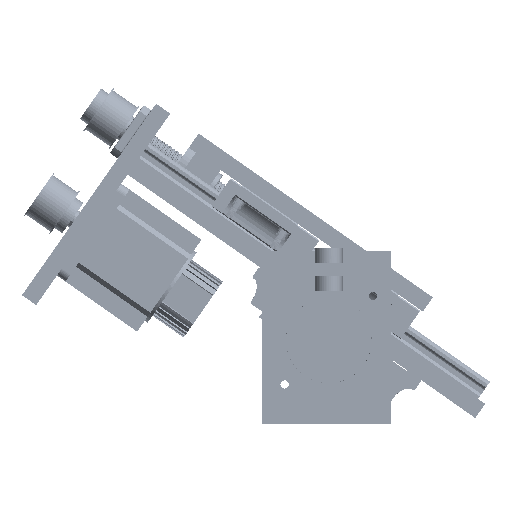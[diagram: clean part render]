
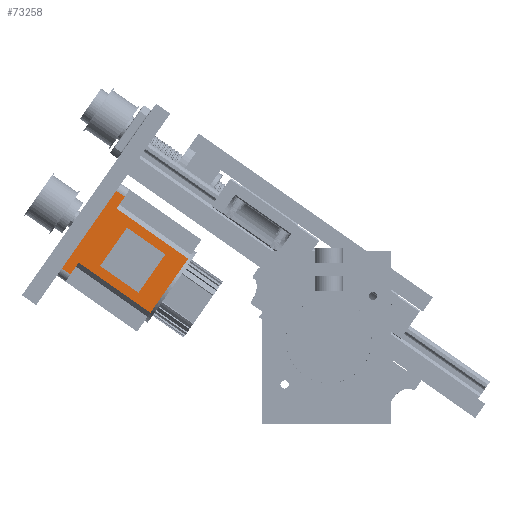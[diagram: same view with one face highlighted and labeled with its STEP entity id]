
A CAD part, left-side view. The second image highlights one B-rep face of the part: STEP entity #73258.
In plain terms, the highlighted free-form (B-spline) face has degree [1, 1] with [2, 2] control points.
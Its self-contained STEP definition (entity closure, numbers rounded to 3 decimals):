
#73028 = VERTEX_POINT('',#73029);
#73029 = CARTESIAN_POINT('',(-295.007,215.417,
    644.478));
#73035 = EDGE_CURVE('',#73036,#73028,#73038,.T.);
#73036 = VERTEX_POINT('',#73037);
#73037 = CARTESIAN_POINT('',(-295.007,163.481,
    718.651));
#73038 = B_SPLINE_CURVE_WITH_KNOTS('',1,(#73039,#73040),.UNSPECIFIED.,
  .F.,.F.,(2,2),(-54.75,54.75),.PIECEWISE_BEZIER_KNOTS.);
#73039 = CARTESIAN_POINT('',(-295.007,163.481,
    718.651));
#73040 = CARTESIAN_POINT('',(-295.007,215.417,
    644.478));
#73209 = VERTEX_POINT('',#73210);
#73210 = CARTESIAN_POINT('',(-295.007,199.388,
    650.069));
#73215 = EDGE_CURVE('',#73216,#73209,#73218,.T.);
#73216 = VERTEX_POINT('',#73217);
#73217 = CARTESIAN_POINT('',(-295.007,207.289,
    638.786));
#73218 = B_SPLINE_CURVE_WITH_KNOTS('',1,(#73219,#73220),.UNSPECIFIED.,
  .F.,.F.,(2,2),(-8.328,8.328),.PIECEWISE_BEZIER_KNOTS.);
#73219 = CARTESIAN_POINT('',(-295.007,207.289,
    638.786));
#73220 = CARTESIAN_POINT('',(-295.007,199.388,
    650.069));
#73240 = EDGE_CURVE('',#73216,#73028,#73241,.T.);
#73241 = B_SPLINE_CURVE_WITH_KNOTS('',1,(#73242,#73243),.UNSPECIFIED.,
  .F.,.F.,(2,2),(44.5,56.5),.PIECEWISE_BEZIER_KNOTS.);
#73242 = CARTESIAN_POINT('',(-295.007,207.289,
    638.786));
#73243 = CARTESIAN_POINT('',(-295.007,215.417,
    644.478));
#73258 = ADVANCED_FACE('',(#73259,#73297),#73327,.F.);
#73259 = FACE_BOUND('',#73260,.T.);
#73260 = EDGE_LOOP('',(#73261,#73270,#73277,#73282,#73283,#73284,#73285,
    #73292));
#73261 = ORIENTED_EDGE('',*,*,#73262,.T.);
#73262 = EDGE_CURVE('',#73263,#73265,#73267,.T.);
#73263 = VERTEX_POINT('',#73264);
#73264 = CARTESIAN_POINT('',(-295.007,94.837,
    653.771));
#73265 = VERTEX_POINT('',#73266);
#73266 = CARTESIAN_POINT('',(-295.007,163.253,
    701.676));
#73267 = B_SPLINE_CURVE_WITH_KNOTS('',1,(#73268,#73269),.UNSPECIFIED.,
  .F.,.F.,(2,2),(-50.5,50.5),.PIECEWISE_BEZIER_KNOTS.);
#73268 = CARTESIAN_POINT('',(-295.007,94.837,
    653.771));
#73269 = CARTESIAN_POINT('',(-295.007,163.253,
    701.676));
#73270 = ORIENTED_EDGE('',*,*,#73271,.F.);
#73271 = EDGE_CURVE('',#73272,#73265,#73274,.T.);
#73272 = VERTEX_POINT('',#73273);
#73273 = CARTESIAN_POINT('',(-295.007,155.352,
    712.96));
#73274 = B_SPLINE_CURVE_WITH_KNOTS('',1,(#73275,#73276),.UNSPECIFIED.,
  .F.,.F.,(2,2),(-8.328,8.328),.PIECEWISE_BEZIER_KNOTS.);
#73275 = CARTESIAN_POINT('',(-295.007,155.352,
    712.96));
#73276 = CARTESIAN_POINT('',(-295.007,163.253,
    701.676));
#73277 = ORIENTED_EDGE('',*,*,#73278,.T.);
#73278 = EDGE_CURVE('',#73272,#73036,#73279,.T.);
#73279 = B_SPLINE_CURVE_WITH_KNOTS('',1,(#73280,#73281),.UNSPECIFIED.,
  .F.,.F.,(2,2),(-6.,6.),.PIECEWISE_BEZIER_KNOTS.);
#73280 = CARTESIAN_POINT('',(-295.007,155.352,
    712.96));
#73281 = CARTESIAN_POINT('',(-295.007,163.481,
    718.651));
#73282 = ORIENTED_EDGE('',*,*,#73035,.T.);
#73283 = ORIENTED_EDGE('',*,*,#73240,.F.);
#73284 = ORIENTED_EDGE('',*,*,#73215,.T.);
#73285 = ORIENTED_EDGE('',*,*,#73286,.F.);
#73286 = EDGE_CURVE('',#73287,#73209,#73289,.T.);
#73287 = VERTEX_POINT('',#73288);
#73288 = CARTESIAN_POINT('',(-295.007,130.973,
    602.164));
#73289 = B_SPLINE_CURVE_WITH_KNOTS('',1,(#73290,#73291),.UNSPECIFIED.,
  .F.,.F.,(2,2),(-50.5,50.5),.PIECEWISE_BEZIER_KNOTS.);
#73290 = CARTESIAN_POINT('',(-295.007,130.973,
    602.164));
#73291 = CARTESIAN_POINT('',(-295.007,199.388,
    650.069));
#73292 = ORIENTED_EDGE('',*,*,#73293,.F.);
#73293 = EDGE_CURVE('',#73263,#73287,#73294,.T.);
#73294 = B_SPLINE_CURVE_WITH_KNOTS('',1,(#73295,#73296),.UNSPECIFIED.,
  .F.,.F.,(2,2),(-38.093,38.093),
  .PIECEWISE_BEZIER_KNOTS.);
#73295 = CARTESIAN_POINT('',(-295.007,94.837,
    653.771));
#73296 = CARTESIAN_POINT('',(-295.007,130.973,
    602.164));
#73297 = FACE_BOUND('',#73298,.T.);
#73298 = EDGE_LOOP('',(#73299,#73308,#73315,#73322));
#73299 = ORIENTED_EDGE('',*,*,#73300,.T.);
#73300 = EDGE_CURVE('',#73301,#73303,#73305,.T.);
#73301 = VERTEX_POINT('',#73302);
#73302 = CARTESIAN_POINT('',(-295.007,153.273,
    683.49));
#73303 = VERTEX_POINT('',#73304);
#73304 = CARTESIAN_POINT('',(-295.007,116.695,
    657.878));
#73305 = B_SPLINE_CURVE_WITH_KNOTS('',1,(#73306,#73307),.UNSPECIFIED.,
  .F.,.F.,(2,2),(-27.,27.),.PIECEWISE_BEZIER_KNOTS.);
#73306 = CARTESIAN_POINT('',(-295.007,153.273,
    683.49));
#73307 = CARTESIAN_POINT('',(-295.007,116.695,
    657.878));
#73308 = ORIENTED_EDGE('',*,*,#73309,.T.);
#73309 = EDGE_CURVE('',#73303,#73310,#73312,.T.);
#73310 = VERTEX_POINT('',#73311);
#73311 = CARTESIAN_POINT('',(-295.007,142.307,
    621.299));
#73312 = B_SPLINE_CURVE_WITH_KNOTS('',1,(#73313,#73314),.UNSPECIFIED.,
  .F.,.F.,(2,2),(-27.,27.),.PIECEWISE_BEZIER_KNOTS.);
#73313 = CARTESIAN_POINT('',(-295.007,116.695,
    657.878));
#73314 = CARTESIAN_POINT('',(-295.007,142.307,
    621.299));
#73315 = ORIENTED_EDGE('',*,*,#73316,.T.);
#73316 = EDGE_CURVE('',#73310,#73317,#73319,.T.);
#73317 = VERTEX_POINT('',#73318);
#73318 = CARTESIAN_POINT('',(-295.007,178.886,
    646.912));
#73319 = B_SPLINE_CURVE_WITH_KNOTS('',1,(#73320,#73321),.UNSPECIFIED.,
  .F.,.F.,(2,2),(-27.,27.),.PIECEWISE_BEZIER_KNOTS.);
#73320 = CARTESIAN_POINT('',(-295.007,142.307,
    621.299));
#73321 = CARTESIAN_POINT('',(-295.007,178.886,
    646.912));
#73322 = ORIENTED_EDGE('',*,*,#73323,.T.);
#73323 = EDGE_CURVE('',#73317,#73301,#73324,.T.);
#73324 = B_SPLINE_CURVE_WITH_KNOTS('',1,(#73325,#73326),.UNSPECIFIED.,
  .F.,.F.,(2,2),(-27.,27.),.PIECEWISE_BEZIER_KNOTS.);
#73325 = CARTESIAN_POINT('',(-295.007,178.886,
    646.912));
#73326 = CARTESIAN_POINT('',(-295.007,153.273,
    683.49));
#73327 = B_SPLINE_SURFACE_WITH_KNOTS('',1,1,(
    (#73328,#73329)
    ,(#73330,#73331
    )),.UNSPECIFIED.,.F.,.F.,.F.,(2,2),(2,2),(0.,109.5),(0.,113.),
  .PIECEWISE_BEZIER_KNOTS.);
#73328 = CARTESIAN_POINT('',(-295.007,86.937,
    665.054));
#73329 = CARTESIAN_POINT('',(-295.007,163.481,
    718.651));
#73330 = CARTESIAN_POINT('',(-295.007,138.873,
    590.881));
#73331 = CARTESIAN_POINT('',(-295.007,215.417,
    644.478));
